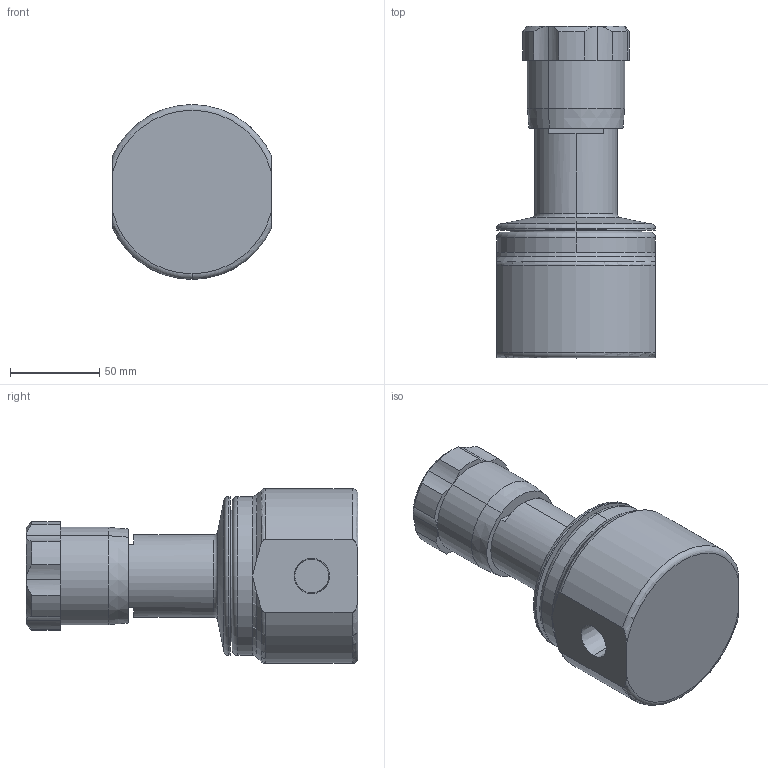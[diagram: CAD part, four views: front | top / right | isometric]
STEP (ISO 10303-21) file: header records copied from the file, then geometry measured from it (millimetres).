
FILE_DESCRIPTION (( 'STEP AP203' ), '1' );
FILE_NAME ('JRHF-050-6L-CA.step', '2017-09-20T14:23:08', ( '' ), ( '' ), 'SwSTEP 2.0', 'SolidWorks 2014', '' );
FILE_SCHEMA (( 'CONFIG_CONTROL_DESIGN' ));
Length unit declared in the file: inch
Products named in the file (1): JRHF-050-6L-CA
Bounding box: 88.9 x 185.57 x 97.79 mm (x, y, z)
Volume: 747203.3 mm3; surface area: 60125.9 mm2
Topology: 1 solids, 1 shells, 84 faces, 184 edges, 107 vertices
Faces by surface type: cylinder 31, plane 19, cone 17, torus 17
Entity records: 2637 total; most frequent: CARTESIAN_POINT 694, DIRECTION 430, ORIENTED_EDGE 368, AXIS2_PLACEMENT_3D 189, EDGE_CURVE 184, VERTEX_POINT 107, CIRCLE 104, EDGE_LOOP 89
